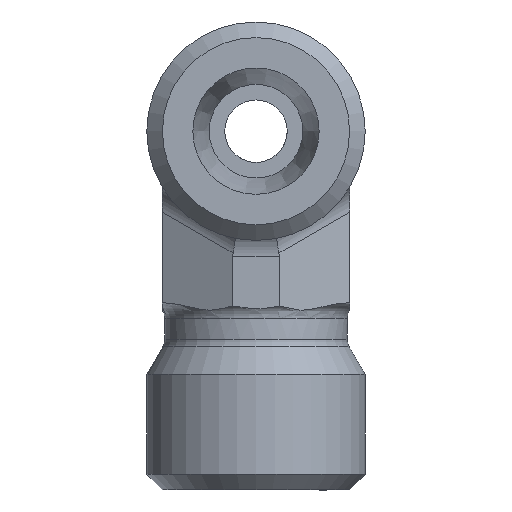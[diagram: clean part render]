
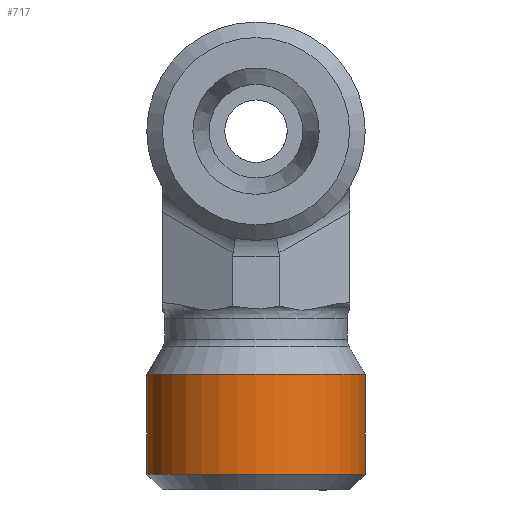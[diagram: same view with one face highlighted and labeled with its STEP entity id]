
A CAD part, front view. The second image highlights one B-rep face of the part: STEP entity #717.
In plain terms, the highlighted cylindrical face has radius 7 mm (diameter 14 mm), a full revolution.
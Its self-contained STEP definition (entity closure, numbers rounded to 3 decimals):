
#686=CARTESIAN_POINT('',(-12.685,9.544,-9.5));
#687=VERTEX_POINT('',#686);
#688=CARTESIAN_POINT('',(-19.685,9.544,-9.5));
#689=DIRECTION('',(0.0,0.0,-1.0));
#690=DIRECTION('',(-1.0,0.0,0.0));
#691=AXIS2_PLACEMENT_3D('',#688,#689,#690);
#692=CIRCLE('',#691,7.);
#693=EDGE_CURVE('',#687,#687,#692,.T.);
#698=CARTESIAN_POINT('',(-19.685,9.544,-10.5));
#699=DIRECTION('',(0.,0.,1.0));
#700=DIRECTION('',(-1.0,0.0,0.0));
#701=AXIS2_PLACEMENT_3D('',#698,#699,#700);
#702=CYLINDRICAL_SURFACE('',#701,7.);
#703=CARTESIAN_POINT('',(-26.685,9.544,-3.092));
#704=VERTEX_POINT('',#703);
#705=CARTESIAN_POINT('',(-19.685,9.544,-3.092));
#706=DIRECTION('',(0.0,0.0,-1.0));
#707=DIRECTION('',(-1.0,0.0,0.0));
#708=AXIS2_PLACEMENT_3D('',#705,#706,#707);
#709=CIRCLE('',#708,7.);
#710=EDGE_CURVE('',#704,#704,#709,.T.);
#711=ORIENTED_EDGE('',*,*,#710,.T.);
#712=EDGE_LOOP('',(#711));
#713=FACE_OUTER_BOUND('',#712,.T.);
#714=ORIENTED_EDGE('',*,*,#693,.F.);
#715=EDGE_LOOP('',(#714));
#716=FACE_BOUND('',#715,.T.);
#717=ADVANCED_FACE('',(#713,#716),#702,.T.);
